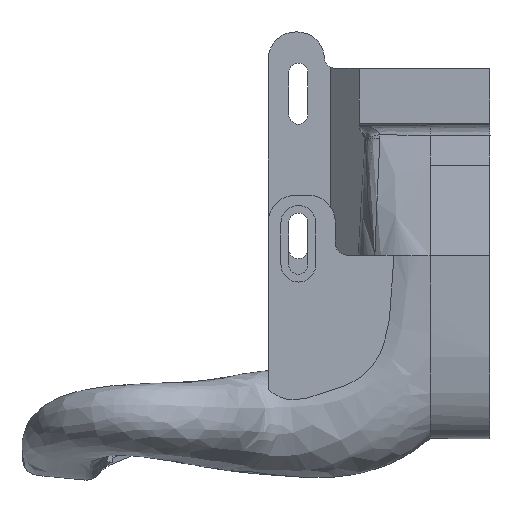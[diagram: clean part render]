
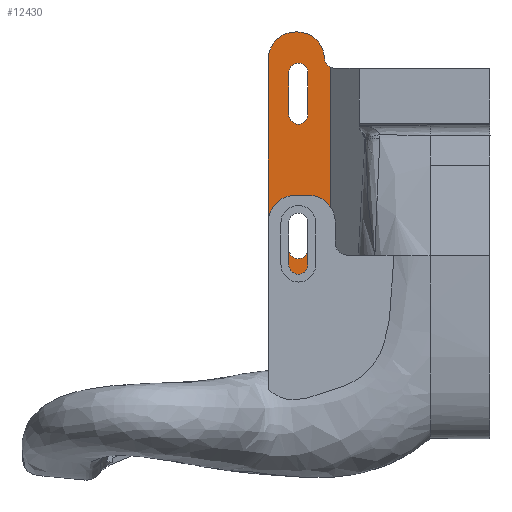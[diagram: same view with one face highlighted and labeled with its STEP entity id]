
A CAD part, left-side view. The second image highlights one B-rep face of the part: STEP entity #12430.
In plain terms, the highlighted planar face has unit normal (-1, 0, 0).
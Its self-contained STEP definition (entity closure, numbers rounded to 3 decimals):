
#3131=CARTESIAN_POINT('',(190.413,-39.834,414.353));
#3132=VERTEX_POINT('',#3131);
#3139=CARTESIAN_POINT('',(190.413,-33.959,414.353));
#3140=VERTEX_POINT('',#3139);
#3141=CARTESIAN_POINT('',(190.413,-33.959,414.353));
#3142=DIRECTION('',(0.,-1.,0.));
#3143=VECTOR('',#3142,5.875);
#3144=LINE('',#3141,#3143);
#3145=EDGE_CURVE('',#3140,#3132,#3144,.T.);
#3355=CARTESIAN_POINT('',(190.413,-38.805,463.309));
#3356=VERTEX_POINT('',#3355);
#3363=CARTESIAN_POINT('',(190.413,-39.834,461.939));
#3364=VERTEX_POINT('',#3363);
#3365=CARTESIAN_POINT('',(190.413,-40.769,463.709));
#3366=DIRECTION('',(1.,-0.,-0.));
#3367=DIRECTION('',(0.,1.,0.));
#3368=AXIS2_PLACEMENT_3D('',#3365,#3366,#3367);
#3369=ELLIPSE('',#3368,2.004,2.);
#3370=EDGE_CURVE('',#3364,#3356,#3369,.T.);
#9194=CARTESIAN_POINT('',(190.413,-32.859,454.003));
#9195=VERTEX_POINT('',#9194);
#9202=CARTESIAN_POINT('',(190.413,-36.059,454.003));
#9203=VERTEX_POINT('',#9202);
#9204=CARTESIAN_POINT('',(190.413,-34.459,454.003));
#9205=DIRECTION('',(1.,-0.,-0.));
#9206=DIRECTION('',(0.,0.,1.));
#9207=AXIS2_PLACEMENT_3D('',#9204,#9205,#9206);
#9208=CIRCLE('',#9207,1.6);
#9209=EDGE_CURVE('',#9203,#9195,#9208,.T.);
#9227=CARTESIAN_POINT('',(190.413,-36.059,461.003));
#9228=VERTEX_POINT('',#9227);
#9229=CARTESIAN_POINT('',(190.413,-36.059,461.003));
#9230=DIRECTION('',(0.,0.,-1.));
#9231=VECTOR('',#9230,7.);
#9232=LINE('',#9229,#9231);
#9233=EDGE_CURVE('',#9228,#9203,#9232,.T.);
#9250=CARTESIAN_POINT('',(190.413,-32.859,461.003));
#9251=VERTEX_POINT('',#9250);
#9252=CARTESIAN_POINT('',(190.413,-34.459,461.003));
#9253=DIRECTION('',(1.,-0.,-0.));
#9254=DIRECTION('',(0.,0.,1.));
#9255=AXIS2_PLACEMENT_3D('',#9252,#9253,#9254);
#9256=CIRCLE('',#9255,1.6);
#9257=EDGE_CURVE('',#9251,#9228,#9256,.T.);
#9276=CARTESIAN_POINT('',(190.413,-32.859,454.003));
#9277=DIRECTION('',(0.,0.,1.));
#9278=VECTOR('',#9277,7.);
#9279=LINE('',#9276,#9278);
#9280=EDGE_CURVE('',#9195,#9251,#9279,.T.);
#9292=CARTESIAN_POINT('',(190.413,-36.059,431.553));
#9293=VERTEX_POINT('',#9292);
#9300=CARTESIAN_POINT('',(190.413,-36.059,438.553));
#9301=VERTEX_POINT('',#9300);
#9302=CARTESIAN_POINT('',(190.413,-36.059,438.553));
#9303=DIRECTION('',(0.,0.,-1.));
#9304=VECTOR('',#9303,7.);
#9305=LINE('',#9302,#9304);
#9306=EDGE_CURVE('',#9301,#9293,#9305,.T.);
#9322=CARTESIAN_POINT('',(190.413,-34.459,440.153));
#9323=VERTEX_POINT('',#9322);
#9332=CARTESIAN_POINT('',(190.413,-34.459,438.553));
#9333=DIRECTION('',(1.,-0.,-0.));
#9334=DIRECTION('',(0.,0.,1.));
#9335=AXIS2_PLACEMENT_3D('',#9332,#9333,#9334);
#9336=CIRCLE('',#9335,1.6);
#9337=EDGE_CURVE('',#9323,#9301,#9336,.T.);
#9348=CARTESIAN_POINT('',(190.413,-32.859,438.553));
#9349=VERTEX_POINT('',#9348);
#9356=CARTESIAN_POINT('',(190.413,-32.859,431.553));
#9357=VERTEX_POINT('',#9356);
#9358=CARTESIAN_POINT('',(190.413,-32.859,431.553));
#9359=DIRECTION('',(0.,0.,1.));
#9360=VECTOR('',#9359,7.);
#9361=LINE('',#9358,#9360);
#9362=EDGE_CURVE('',#9357,#9349,#9361,.T.);
#9380=CARTESIAN_POINT('',(190.413,-34.459,431.553));
#9381=DIRECTION('',(1.,-0.,-0.));
#9382=DIRECTION('',(0.,0.,1.));
#9383=AXIS2_PLACEMENT_3D('',#9380,#9381,#9382);
#9384=CIRCLE('',#9383,1.6);
#9385=EDGE_CURVE('',#9293,#9357,#9384,.T.);
#9396=CARTESIAN_POINT('',(190.413,-29.459,463.309));
#9397=VERTEX_POINT('',#9396);
#9405=CARTESIAN_POINT('',(190.413,-29.459,418.853));
#9406=VERTEX_POINT('',#9405);
#9413=CARTESIAN_POINT('',(190.413,-29.459,463.309));
#9414=DIRECTION('',(0.,0.,-1.));
#9415=VECTOR('',#9414,44.456);
#9416=LINE('',#9413,#9415);
#9417=EDGE_CURVE('',#9397,#9406,#9416,.T.);
#9427=CARTESIAN_POINT('',(190.413,-30.777,466.491));
#9428=VERTEX_POINT('',#9427);
#9435=CARTESIAN_POINT('',(190.413,-33.959,467.809));
#9436=VERTEX_POINT('',#9435);
#9437=CARTESIAN_POINT('',(190.413,-33.959,463.309));
#9438=DIRECTION('',(1.,-0.,-0.));
#9439=DIRECTION('',(0.,0.,1.));
#9440=AXIS2_PLACEMENT_3D('',#9437,#9438,#9439);
#9441=CIRCLE('',#9440,4.5);
#9442=EDGE_CURVE('',#9428,#9436,#9441,.T.);
#10004=CARTESIAN_POINT('',(190.413,-30.777,415.671));
#10005=VERTEX_POINT('',#10004);
#10012=CARTESIAN_POINT('',(190.413,-33.959,418.853));
#10013=DIRECTION('',(1.,-0.,-0.));
#10014=DIRECTION('',(0.,0.,1.));
#10015=AXIS2_PLACEMENT_3D('',#10012,#10013,#10014);
#10016=CIRCLE('',#10015,4.5);
#10017=EDGE_CURVE('',#10005,#9406,#10016,.T.);
#12364=CARTESIAN_POINT('',(190.413,-44.661,463.803));
#12365=DIRECTION('',(-1.,0.,0.));
#12366=DIRECTION('',(0.,1.,0.));
#12367=AXIS2_PLACEMENT_3D('',#12364,#12365,#12366);
#12368=PLANE('',#12367);
#12369=ORIENTED_EDGE('',*,*,#9257,.T.);
#12370=ORIENTED_EDGE('',*,*,#9233,.T.);
#12371=ORIENTED_EDGE('',*,*,#9209,.T.);
#12372=ORIENTED_EDGE('',*,*,#9280,.T.);
#12373=EDGE_LOOP('',(#12369,#12370,#12371,#12372));
#12374=FACE_BOUND('',#12373,.T.);
#12375=CARTESIAN_POINT('',(190.413,-39.834,414.353));
#12376=DIRECTION('',(0.,0.,1.));
#12377=VECTOR('',#12376,47.587);
#12378=LINE('',#12375,#12377);
#12379=EDGE_CURVE('',#3132,#3364,#12378,.T.);
#12380=ORIENTED_EDGE('',*,*,#12379,.T.);
#12381=ORIENTED_EDGE('',*,*,#3370,.T.);
#12382=CARTESIAN_POINT('',(190.413,-34.297,467.809));
#12383=VERTEX_POINT('',#12382);
#12384=CARTESIAN_POINT('',(190.413,-34.297,463.309));
#12385=DIRECTION('',(-1.,0.,0.));
#12386=DIRECTION('',(0.,-1.,0.));
#12387=AXIS2_PLACEMENT_3D('',#12384,#12385,#12386);
#12388=ELLIPSE('',#12387,4.508,4.5);
#12389=EDGE_CURVE('',#3356,#12383,#12388,.T.);
#12390=ORIENTED_EDGE('',*,*,#12389,.T.);
#12391=CARTESIAN_POINT('',(190.413,-33.959,467.809));
#12392=DIRECTION('',(0.,-1.,0.));
#12393=VECTOR('',#12392,0.338);
#12394=LINE('',#12391,#12393);
#12395=EDGE_CURVE('',#9436,#12383,#12394,.T.);
#12396=ORIENTED_EDGE('',*,*,#12395,.F.);
#12397=ORIENTED_EDGE('',*,*,#9442,.F.);
#12398=CARTESIAN_POINT('',(190.413,-33.959,463.309));
#12399=DIRECTION('',(1.,-0.,-0.));
#12400=DIRECTION('',(0.,0.,1.));
#12401=AXIS2_PLACEMENT_3D('',#12398,#12399,#12400);
#12402=CIRCLE('',#12401,4.5);
#12403=EDGE_CURVE('',#9397,#9428,#12402,.T.);
#12404=ORIENTED_EDGE('',*,*,#12403,.F.);
#12405=ORIENTED_EDGE('',*,*,#9417,.T.);
#12406=ORIENTED_EDGE('',*,*,#10017,.F.);
#12407=CARTESIAN_POINT('',(190.413,-33.959,418.853));
#12408=DIRECTION('',(1.,-0.,-0.));
#12409=DIRECTION('',(0.,0.,1.));
#12410=AXIS2_PLACEMENT_3D('',#12407,#12408,#12409);
#12411=CIRCLE('',#12410,4.5);
#12412=EDGE_CURVE('',#3140,#10005,#12411,.T.);
#12413=ORIENTED_EDGE('',*,*,#12412,.F.);
#12414=ORIENTED_EDGE('',*,*,#3145,.T.);
#12415=EDGE_LOOP('',(#12380,#12381,#12390,#12396,#12397,#12404,#12405,#12406,#12413,#12414));
#12416=FACE_BOUND('',#12415,.T.);
#12417=ORIENTED_EDGE('',*,*,#9385,.T.);
#12418=ORIENTED_EDGE('',*,*,#9362,.T.);
#12419=CARTESIAN_POINT('',(190.413,-34.459,438.553));
#12420=DIRECTION('',(1.,-0.,-0.));
#12421=DIRECTION('',(0.,0.,1.));
#12422=AXIS2_PLACEMENT_3D('',#12419,#12420,#12421);
#12423=CIRCLE('',#12422,1.6);
#12424=EDGE_CURVE('',#9349,#9323,#12423,.T.);
#12425=ORIENTED_EDGE('',*,*,#12424,.T.);
#12426=ORIENTED_EDGE('',*,*,#9337,.T.);
#12427=ORIENTED_EDGE('',*,*,#9306,.T.);
#12428=EDGE_LOOP('',(#12417,#12418,#12425,#12426,#12427));
#12429=FACE_BOUND('',#12428,.T.);
#12430=ADVANCED_FACE('',(#12374,#12416,#12429),#12368,.T.);
